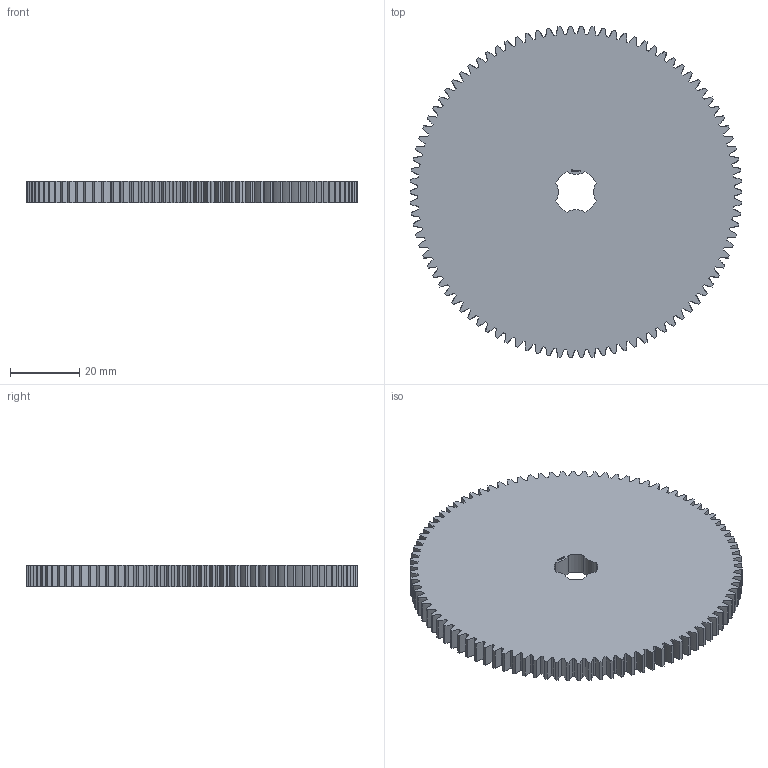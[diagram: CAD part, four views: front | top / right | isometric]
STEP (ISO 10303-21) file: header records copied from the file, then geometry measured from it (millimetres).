
FILE_DESCRIPTION(('FreeCAD Model'),'2;1');
FILE_NAME('Open CASCADE Shape Model','2024-03-11T23:39:00',(''),(''), 'Open CASCADE STEP processor 7.6','FreeCAD','Unknown');
FILE_SCHEMA(('AUTOMOTIVE_DESIGN { 1 0 10303 214 1 1 1 1 }'));
Products named in the file (1): Gear Wheel PLN TTH94 BU00.50 SFT-SHD - SPN-GWH-0354 (stemfie.org)
Bounding box: 96 x 95.97 x 6.25 mm (x, y, z)
Volume: 42559.5 mm3; surface area: 17587.3 mm2
Topology: 1 solids, 1 shells, 863 faces, 2493 edges, 1662 vertices
Faces by surface type: extrusion 524, plane 331, cylinder 8
Entity records: 84220 total; most frequent: CARTESIAN_POINT 32175, DIRECTION 6603, VECTOR 5875, LINE 5351, ORIENTED_EDGE 4986, PCURVE 4986, DEFINITIONAL_REPRESENTATION 4986, B_SPLINE_CURVE_WITH_KNOTS 2620
